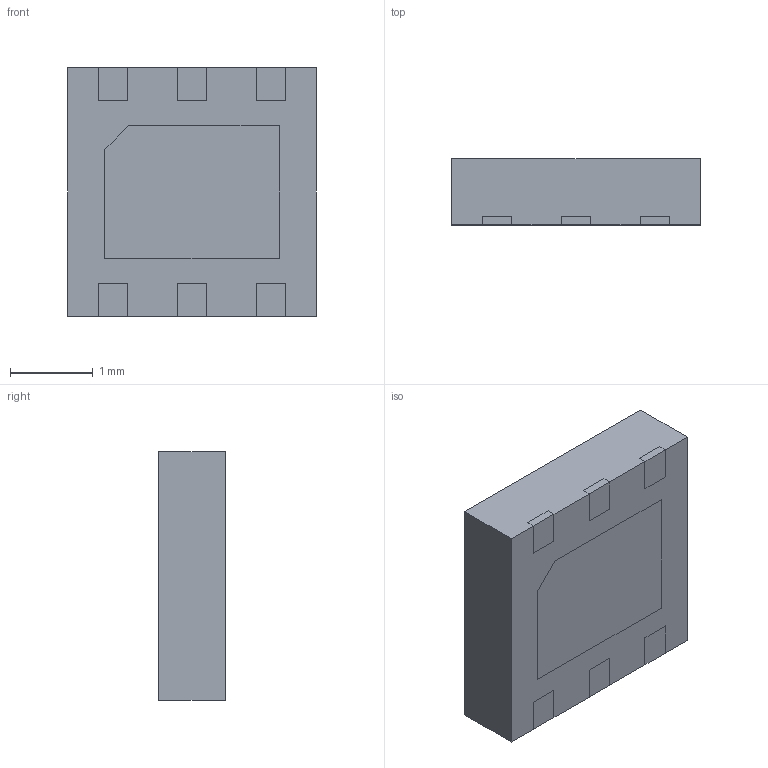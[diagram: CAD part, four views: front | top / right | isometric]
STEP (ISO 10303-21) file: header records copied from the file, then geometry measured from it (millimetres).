
FILE_DESCRIPTION (( 'STEP AP214' ), '1' );
FILE_NAME ('LLP-6.STEP', '2012-07-13T08:38:29', ( 'Master' ), ( '' ), 'SwSTEP 2.0', 'SolidWorks 2010', '' );
FILE_SCHEMA (( 'AUTOMOTIVE_DESIGN' ));
Length unit declared in the file: millimetre
Products named in the file (1): LLP-6
Bounding box: 3 x 0.8 x 3 mm (x, y, z)
Volume: 7.2 mm3; surface area: 39 mm2
Topology: 8 solids, 8 shells, 130 faces, 318 edges, 212 vertices
Faces by surface type: plane 107, bspline 23
Entity records: 6120 total; most frequent: CARTESIAN_POINT 2536, ORIENTED_EDGE 636, DIRECTION 494, EDGE_CURVE 318, LINE 270, VECTOR 270, VERTEX_POINT 212, EDGE_LOOP 138
